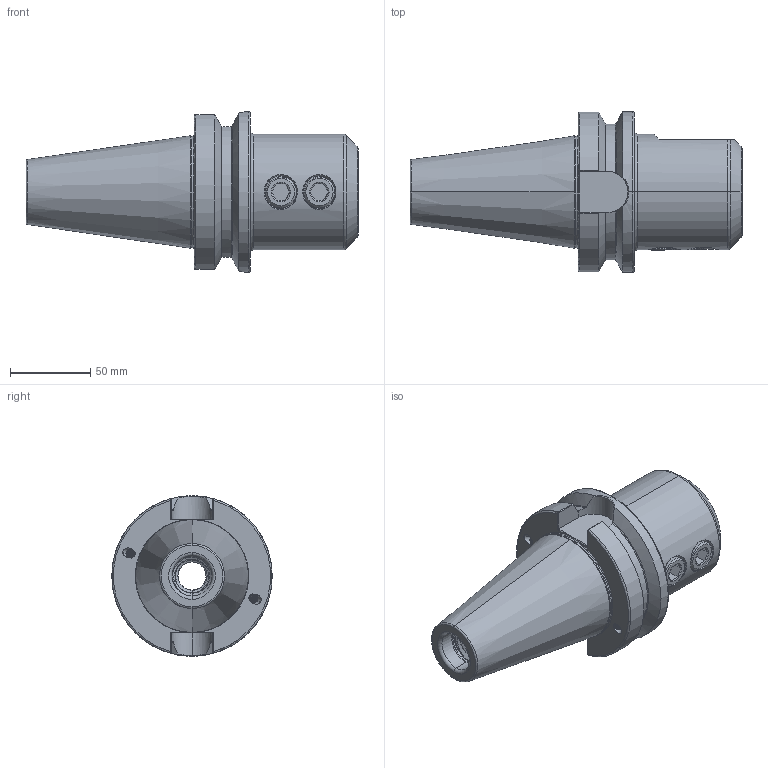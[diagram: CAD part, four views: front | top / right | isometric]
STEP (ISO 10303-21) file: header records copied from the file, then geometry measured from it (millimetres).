
FILE_DESCRIPTION (( 'STEP AP203' ), '1' );
FILE_NAME ('506.05.32.STEP', '2016-08-08T07:46:08', ( '' ), ( '' ), 'SwSTEP 2.0', 'SolidWorks 2012', '' );
FILE_SCHEMA (( 'CONFIG_CONTROL_DESIGN' ));
Products named in the file (3): 506.05.32; 側固32_M20x2_20L
Assembly tree (3 placements, depth 2):
  506.05.32
    506.05.32
    側固32_M20x2_20L  x2
Bounding box: 206.8 x 100 x 100 mm (x, y, z)
Volume: 646203.8 mm3; surface area: 88519.9 mm2
Topology: 3 solids, 3 shells, 353 faces, 976 edges, 630 vertices
Faces by surface type: cylinder 185, plane 56, bspline 48, cone 35, torus 29
Entity records: 42322 total; most frequent: CARTESIAN_POINT 35265, ORIENTED_EDGE 1740, DIRECTION 1051, EDGE_CURVE 870, VERTEX_POINT 563, AXIS2_PLACEMENT_3D 406, EDGE_LOOP 327, FACE_OUTER_BOUND 314
